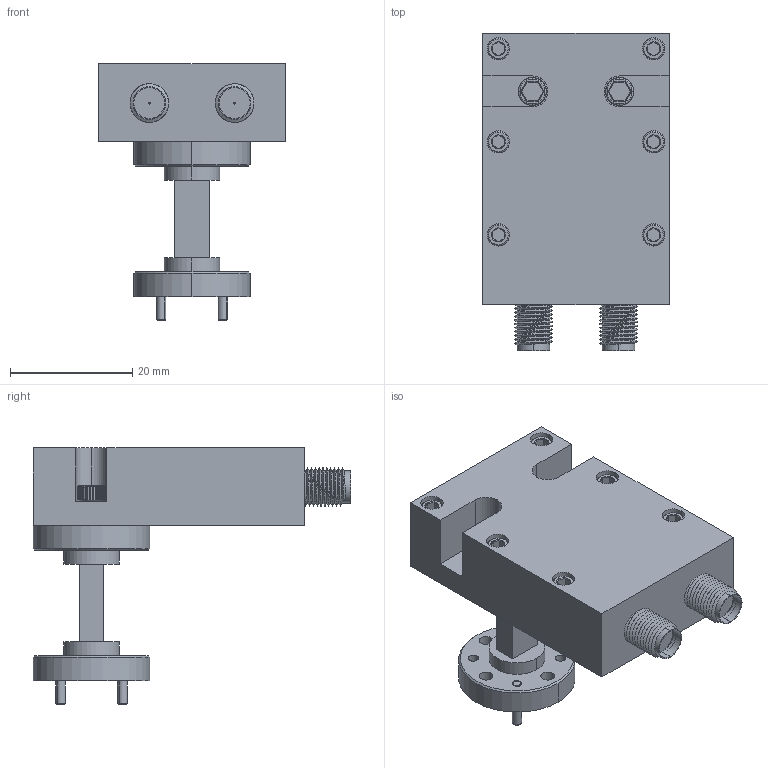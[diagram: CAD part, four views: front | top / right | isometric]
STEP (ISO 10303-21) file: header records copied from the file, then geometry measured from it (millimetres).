
FILE_DESCRIPTION (( 'STEP AP214' ), '1' );
FILE_NAME ('FH-V2-A, Defeatured.STEP', '2022-09-13T22:05:40', ( '' ), ( '' ), 'SwSTEP 2.0', 'SolidWorks 2021', '' );
FILE_SCHEMA (( 'AUTOMOTIVE_DESIGN' ));
Length unit declared in the file: inch
Products named in the file (1): FH-V2-A, Defeatured
Bounding box: 30.48 x 51.98 x 41.97 mm (x, y, z)
Volume: 19000.2 mm3; surface area: 8718.5 mm2
Topology: 7 solids, 13 shells, 767 faces, 1934 edges, 1224 vertices
Faces by surface type: plane 326, cylinder 291, cone 138, bspline 8, torus 4
Entity records: 36342 total; most frequent: CARTESIAN_POINT 8730, ORIENTED_EDGE 3844, DIRECTION 3482, EDGE_CURVE 1922, AXIS2_PLACEMENT_3D 1368, VERTEX_POINT 1224, EDGE_LOOP 858, LENGTH_MEASURE_WITH_UNIT 767
